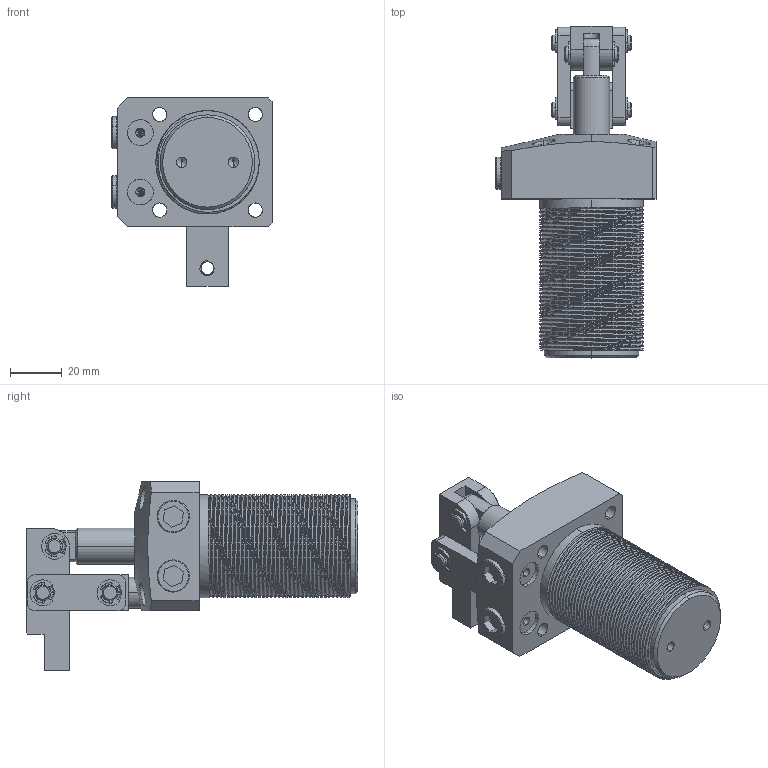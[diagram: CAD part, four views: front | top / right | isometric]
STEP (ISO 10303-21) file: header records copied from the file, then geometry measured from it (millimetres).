
FILE_DESCRIPTION (( 'STEP AP214' ), '1' );
FILE_NAME ('LHC01D-25L.STEP', '2019-04-19T06:46:27', ( '' ), ( '' ), 'SwSTEP 2.0', 'SolidWorks 2016', '' );
FILE_SCHEMA (( 'AUTOMOTIVE_DESIGN' ));
Length unit declared in the file: millimetre
Products named in the file (12): 黑芛_1; M4ningjin_1; LHC01D-32-01_1; CPLCU-25-09_1; LHC01D25活塞杆; CPLCU-25-05_1; CPLCU-25-04_1; CPLCU-25-03_1; CPLCU-25-02_1; CPLCU-25-01_1; LHC01D-25-01_1; LHC01D-25L
Assembly tree (24 placements, depth 2):
  LHC01D-25L
    LHC01D-25-01_1
    CPLCU-25-01_1
    CPLCU-25-02_1  x2
    CPLCU-25-03_1
    CPLCU-25-04_1  x2
    CPLCU-25-05_1
    LHC01D25活塞杆
    CPLCU-25-09_1  x6
    LHC01D-32-01_1  x6
    M4ningjin_1
    黑芛_1  x2
Bounding box: 62 x 128.5 x 73 mm (x, y, z)
Volume: 151372.4 mm3; surface area: 53549.7 mm2
Topology: 24 solids, 25 shells, 832 faces, 2462 edges, 1705 vertices
Faces by surface type: cylinder 391, cone 186, plane 181, bspline 70, torus 4
Entity records: 65433 total; most frequent: CARTESIAN_POINT 50492, ORIENTED_EDGE 3666, DIRECTION 2068, EDGE_CURVE 1833, VERTEX_POINT 1311, B_SPLINE_CURVE_WITH_KNOTS 1035, AXIS2_PLACEMENT_3D 773, EDGE_LOOP 636
